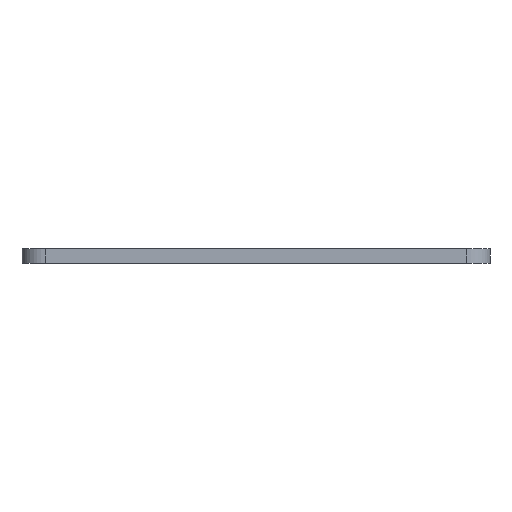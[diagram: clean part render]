
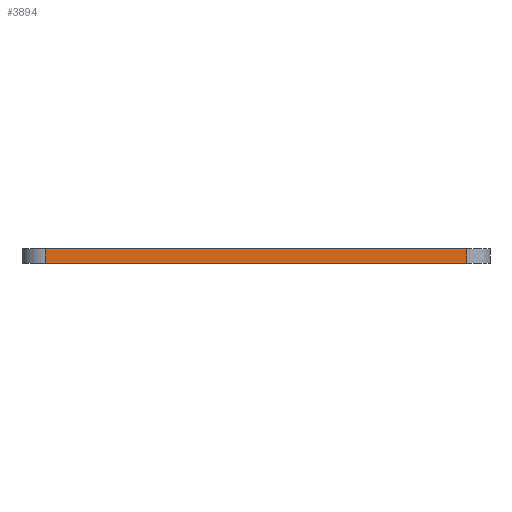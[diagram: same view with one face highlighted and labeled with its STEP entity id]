
A CAD part, front view. The second image highlights one B-rep face of the part: STEP entity #3894.
In plain terms, the highlighted planar face has unit normal (0, -1, 0).
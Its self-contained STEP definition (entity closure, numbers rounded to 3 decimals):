
#83 = PLANE('',#84);
#84 = AXIS2_PLACEMENT_3D('',#85,#86,#87);
#85 = CARTESIAN_POINT('',(148.444,-105.004,1.6));
#86 = DIRECTION('',(0.,0.,1.));
#87 = DIRECTION('',(1.,0.,-0.));
#137 = PLANE('',#138);
#138 = AXIS2_PLACEMENT_3D('',#139,#140,#141);
#139 = CARTESIAN_POINT('',(148.444,-105.004,0.));
#140 = DIRECTION('',(0.,0.,1.));
#141 = DIRECTION('',(1.,0.,-0.));
#330 = VERTEX_POINT('',#331);
#331 = CARTESIAN_POINT('',(125.641,-116.434,0.));
#346 = CYLINDRICAL_SURFACE('',#347,2.54);
#347 = AXIS2_PLACEMENT_3D('',#348,#349,#350);
#348 = CARTESIAN_POINT('',(125.641,-113.894,0.));
#349 = DIRECTION('',(-0.,-0.,-1.));
#350 = DIRECTION('',(1.,0.,-0.));
#358 = EDGE_CURVE('',#330,#359,#361,.T.);
#359 = VERTEX_POINT('',#360);
#360 = CARTESIAN_POINT('',(171.361,-116.434,0.));
#361 = SURFACE_CURVE('',#362,(#366,#373),.PCURVE_S1.);
#362 = LINE('',#363,#364);
#363 = CARTESIAN_POINT('',(125.641,-116.434,0.));
#364 = VECTOR('',#365,1.);
#365 = DIRECTION('',(1.,0.,0.));
#366 = PCURVE('',#137,#367);
#367 = DEFINITIONAL_REPRESENTATION('',(#368),#372);
#368 = LINE('',#369,#370);
#369 = CARTESIAN_POINT('',(-22.803,-11.43));
#370 = VECTOR('',#371,1.);
#371 = DIRECTION('',(1.,0.));
#372 = ( GEOMETRIC_REPRESENTATION_CONTEXT(2) 
PARAMETRIC_REPRESENTATION_CONTEXT() REPRESENTATION_CONTEXT('2D SPACE',''
  ) );
#373 = PCURVE('',#374,#379);
#374 = PLANE('',#375);
#375 = AXIS2_PLACEMENT_3D('',#376,#377,#378);
#376 = CARTESIAN_POINT('',(125.641,-116.434,0.));
#377 = DIRECTION('',(0.,1.,0.));
#378 = DIRECTION('',(1.,0.,0.));
#379 = DEFINITIONAL_REPRESENTATION('',(#380),#384);
#380 = LINE('',#381,#382);
#381 = CARTESIAN_POINT('',(0.,0.));
#382 = VECTOR('',#383,1.);
#383 = DIRECTION('',(1.,0.));
#384 = ( GEOMETRIC_REPRESENTATION_CONTEXT(2) 
PARAMETRIC_REPRESENTATION_CONTEXT() REPRESENTATION_CONTEXT('2D SPACE',''
  ) );
#403 = CYLINDRICAL_SURFACE('',#404,2.54);
#404 = AXIS2_PLACEMENT_3D('',#405,#406,#407);
#405 = CARTESIAN_POINT('',(171.361,-113.894,0.));
#406 = DIRECTION('',(-0.,-0.,-1.));
#407 = DIRECTION('',(1.,0.,-0.));
#2212 = VERTEX_POINT('',#2213);
#2213 = CARTESIAN_POINT('',(125.641,-116.434,1.6));
#2235 = EDGE_CURVE('',#2212,#2236,#2238,.T.);
#2236 = VERTEX_POINT('',#2237);
#2237 = CARTESIAN_POINT('',(171.361,-116.434,1.6));
#2238 = SURFACE_CURVE('',#2239,(#2243,#2250),.PCURVE_S1.);
#2239 = LINE('',#2240,#2241);
#2240 = CARTESIAN_POINT('',(125.641,-116.434,1.6));
#2241 = VECTOR('',#2242,1.);
#2242 = DIRECTION('',(1.,0.,0.));
#2243 = PCURVE('',#83,#2244);
#2244 = DEFINITIONAL_REPRESENTATION('',(#2245),#2249);
#2245 = LINE('',#2246,#2247);
#2246 = CARTESIAN_POINT('',(-22.803,-11.43));
#2247 = VECTOR('',#2248,1.);
#2248 = DIRECTION('',(1.,0.));
#2249 = ( GEOMETRIC_REPRESENTATION_CONTEXT(2) 
PARAMETRIC_REPRESENTATION_CONTEXT() REPRESENTATION_CONTEXT('2D SPACE',''
  ) );
#2250 = PCURVE('',#374,#2251);
#2251 = DEFINITIONAL_REPRESENTATION('',(#2252),#2256);
#2252 = LINE('',#2253,#2254);
#2253 = CARTESIAN_POINT('',(0.,-1.6));
#2254 = VECTOR('',#2255,1.);
#2255 = DIRECTION('',(1.,0.));
#2256 = ( GEOMETRIC_REPRESENTATION_CONTEXT(2) 
PARAMETRIC_REPRESENTATION_CONTEXT() REPRESENTATION_CONTEXT('2D SPACE',''
  ) );
#3846 = EDGE_CURVE('',#330,#2212,#3847,.T.);
#3847 = SURFACE_CURVE('',#3848,(#3852,#3859),.PCURVE_S1.);
#3848 = LINE('',#3849,#3850);
#3849 = CARTESIAN_POINT('',(125.641,-116.434,0.));
#3850 = VECTOR('',#3851,1.);
#3851 = DIRECTION('',(0.,0.,1.));
#3852 = PCURVE('',#346,#3853);
#3853 = DEFINITIONAL_REPRESENTATION('',(#3854),#3858);
#3854 = LINE('',#3855,#3856);
#3855 = CARTESIAN_POINT('',(-4.712,0.));
#3856 = VECTOR('',#3857,1.);
#3857 = DIRECTION('',(-0.,-1.));
#3858 = ( GEOMETRIC_REPRESENTATION_CONTEXT(2) 
PARAMETRIC_REPRESENTATION_CONTEXT() REPRESENTATION_CONTEXT('2D SPACE',''
  ) );
#3859 = PCURVE('',#374,#3860);
#3860 = DEFINITIONAL_REPRESENTATION('',(#3861),#3865);
#3861 = LINE('',#3862,#3863);
#3862 = CARTESIAN_POINT('',(0.,0.));
#3863 = VECTOR('',#3864,1.);
#3864 = DIRECTION('',(0.,-1.));
#3865 = ( GEOMETRIC_REPRESENTATION_CONTEXT(2) 
PARAMETRIC_REPRESENTATION_CONTEXT() REPRESENTATION_CONTEXT('2D SPACE',''
  ) );
#3894 = ADVANCED_FACE('',(#3895),#374,.F.);
#3895 = FACE_BOUND('',#3896,.F.);
#3896 = EDGE_LOOP('',(#3897,#3898,#3899,#3920));
#3897 = ORIENTED_EDGE('',*,*,#3846,.T.);
#3898 = ORIENTED_EDGE('',*,*,#2235,.T.);
#3899 = ORIENTED_EDGE('',*,*,#3900,.F.);
#3900 = EDGE_CURVE('',#359,#2236,#3901,.T.);
#3901 = SURFACE_CURVE('',#3902,(#3906,#3913),.PCURVE_S1.);
#3902 = LINE('',#3903,#3904);
#3903 = CARTESIAN_POINT('',(171.361,-116.434,0.));
#3904 = VECTOR('',#3905,1.);
#3905 = DIRECTION('',(0.,0.,1.));
#3906 = PCURVE('',#374,#3907);
#3907 = DEFINITIONAL_REPRESENTATION('',(#3908),#3912);
#3908 = LINE('',#3909,#3910);
#3909 = CARTESIAN_POINT('',(45.72,0.));
#3910 = VECTOR('',#3911,1.);
#3911 = DIRECTION('',(0.,-1.));
#3912 = ( GEOMETRIC_REPRESENTATION_CONTEXT(2) 
PARAMETRIC_REPRESENTATION_CONTEXT() REPRESENTATION_CONTEXT('2D SPACE',''
  ) );
#3913 = PCURVE('',#403,#3914);
#3914 = DEFINITIONAL_REPRESENTATION('',(#3915),#3919);
#3915 = LINE('',#3916,#3917);
#3916 = CARTESIAN_POINT('',(-4.712,0.));
#3917 = VECTOR('',#3918,1.);
#3918 = DIRECTION('',(-0.,-1.));
#3919 = ( GEOMETRIC_REPRESENTATION_CONTEXT(2) 
PARAMETRIC_REPRESENTATION_CONTEXT() REPRESENTATION_CONTEXT('2D SPACE',''
  ) );
#3920 = ORIENTED_EDGE('',*,*,#358,.F.);
